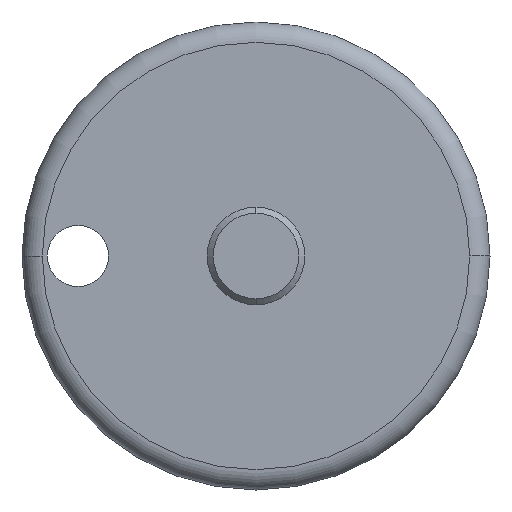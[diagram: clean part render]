
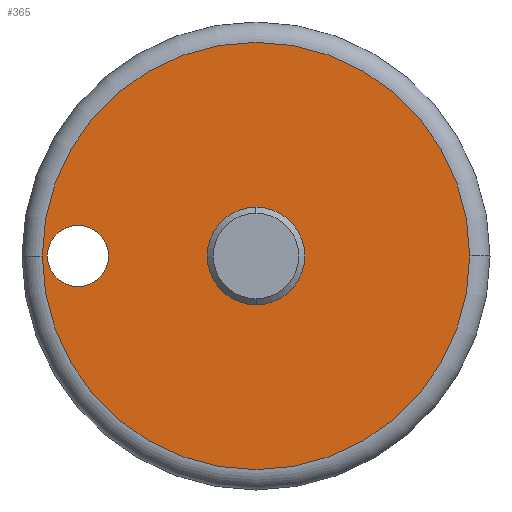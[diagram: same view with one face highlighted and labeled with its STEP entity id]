
A CAD part, left-side view. The second image highlights one B-rep face of the part: STEP entity #365.
In plain terms, the highlighted planar face has unit normal (-1, 0, 0).
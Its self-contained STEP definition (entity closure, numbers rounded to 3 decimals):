
#17 = CIRCLE ( 'NONE', #410, 1.5 ) ;
#43 = CARTESIAN_POINT ( 'NONE',  ( -37.681, 3.121, 0. ) ) ;
#45 = DIRECTION ( 'NONE',  ( 0., 1., 0. ) ) ;
#74 = EDGE_CURVE ( 'NONE', #202, #900, #745, .T. ) ;
#77 = DIRECTION ( 'NONE',  ( 0., 1., 0. ) ) ;
#86 = CARTESIAN_POINT ( 'NONE',  ( -37.681, 11.221, 0. ) ) ;
#94 = CARTESIAN_POINT ( 'NONE',  ( -37.681, -9.779, 0. ) ) ;
#99 = ORIENTED_EDGE ( 'NONE', *, *, #256, .F. ) ;
#100 = VERTEX_POINT ( 'NONE', #264 ) ;
#115 = CIRCLE ( 'NONE', #237, 2.4 ) ;
#116 = EDGE_CURVE ( 'NONE', #709, #824, #737, .T. ) ;
#138 = ORIENTED_EDGE ( 'NONE', *, *, #332, .T. ) ;
#178 = FACE_BOUND ( 'NONE', #918, .T. ) ;
#188 = AXIS2_PLACEMENT_3D ( 'NONE', #905, #1058, #45 ) ;
#202 = VERTEX_POINT ( 'NONE', #86 ) ;
#210 = DIRECTION ( 'NONE',  ( 0., 1., 0. ) ) ;
#237 = AXIS2_PLACEMENT_3D ( 'NONE', #463, #804, #638 ) ;
#256 = EDGE_CURVE ( 'NONE', #964, #100, #588, .T. ) ;
#264 = CARTESIAN_POINT ( 'NONE',  ( -37.681, -1.679, 0. ) ) ;
#304 = AXIS2_PLACEMENT_3D ( 'NONE', #320, #406, #989 ) ;
#320 = CARTESIAN_POINT ( 'NONE',  ( -37.681, 0.721, 0. ) ) ;
#332 = EDGE_CURVE ( 'NONE', #824, #709, #17, .T. ) ;
#338 = EDGE_CURVE ( 'NONE', #900, #202, #910, .T. ) ;
#365 = ADVANCED_FACE ( 'NONE', ( #178, #560, #553 ), #980, .F. ) ;
#382 = DIRECTION ( 'NONE',  ( 1., 0., 0. ) ) ;
#403 = DIRECTION ( 'NONE',  ( 0., 1., 0. ) ) ;
#406 = DIRECTION ( 'NONE',  ( -1., 0., 0. ) ) ;
#409 = EDGE_LOOP ( 'NONE', ( #841, #99 ) ) ;
#410 = AXIS2_PLACEMENT_3D ( 'NONE', #625, #708, #635 ) ;
#447 = CARTESIAN_POINT ( 'NONE',  ( -37.681, 0.721, 0. ) ) ;
#463 = CARTESIAN_POINT ( 'NONE',  ( -37.681, 0.721, 0. ) ) ;
#467 = EDGE_LOOP ( 'NONE', ( #861, #886 ) ) ;
#483 = ORIENTED_EDGE ( 'NONE', *, *, #116, .T. ) ;
#553 = FACE_BOUND ( 'NONE', #409, .T. ) ;
#560 = FACE_OUTER_BOUND ( 'NONE', #467, .T. ) ;
#588 = CIRCLE ( 'NONE', #304, 2.4 ) ;
#601 = EDGE_CURVE ( 'NONE', #100, #964, #115, .T. ) ;
#625 = CARTESIAN_POINT ( 'NONE',  ( -37.681, 9.471, 0. ) ) ;
#635 = DIRECTION ( 'NONE',  ( 0., 1., 0. ) ) ;
#638 = DIRECTION ( 'NONE',  ( 0., -1., 0. ) ) ;
#658 = AXIS2_PLACEMENT_3D ( 'NONE', #876, #382, #77 ) ;
#708 = DIRECTION ( 'NONE',  ( 1., 0., 0. ) ) ;
#709 = VERTEX_POINT ( 'NONE', #1011 ) ;
#737 = CIRCLE ( 'NONE', #188, 1.5 ) ;
#745 = CIRCLE ( 'NONE', #852, 10.5 ) ;
#803 = CARTESIAN_POINT ( 'NONE',  ( -37.681, 0.721, 0. ) ) ;
#804 = DIRECTION ( 'NONE',  ( -1., 0., 0. ) ) ;
#813 = DIRECTION ( 'NONE',  ( -1., 0., 0. ) ) ;
#824 = VERTEX_POINT ( 'NONE', #1061 ) ;
#841 = ORIENTED_EDGE ( 'NONE', *, *, #601, .F. ) ;
#852 = AXIS2_PLACEMENT_3D ( 'NONE', #803, #813, #403 ) ;
#861 = ORIENTED_EDGE ( 'NONE', *, *, #74, .T. ) ;
#863 = DIRECTION ( 'NONE',  ( -1., 0., 0. ) ) ;
#876 = CARTESIAN_POINT ( 'NONE',  ( -37.681, 12.221, 0. ) ) ;
#886 = ORIENTED_EDGE ( 'NONE', *, *, #338, .T. ) ;
#900 = VERTEX_POINT ( 'NONE', #94 ) ;
#905 = CARTESIAN_POINT ( 'NONE',  ( -37.681, 9.471, 0. ) ) ;
#910 = CIRCLE ( 'NONE', #972, 10.5 ) ;
#918 = EDGE_LOOP ( 'NONE', ( #483, #138 ) ) ;
#964 = VERTEX_POINT ( 'NONE', #43 ) ;
#972 = AXIS2_PLACEMENT_3D ( 'NONE', #447, #863, #210 ) ;
#980 = PLANE ( 'NONE',  #658 ) ;
#989 = DIRECTION ( 'NONE',  ( 0., -1., 0. ) ) ;
#1011 = CARTESIAN_POINT ( 'NONE',  ( -37.681, 10.971, 0. ) ) ;
#1058 = DIRECTION ( 'NONE',  ( 1., 0., 0. ) ) ;
#1061 = CARTESIAN_POINT ( 'NONE',  ( -37.681, 7.971, 0. ) ) ;
